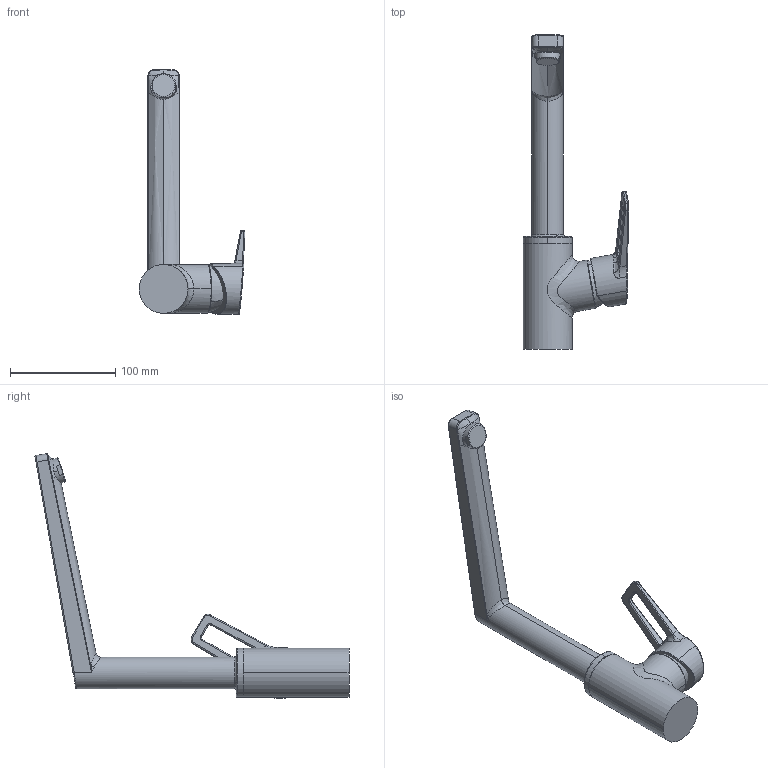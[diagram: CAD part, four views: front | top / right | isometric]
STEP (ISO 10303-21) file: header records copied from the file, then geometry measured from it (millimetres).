
FILE_DESCRIPTION (( 'STEP AP203' ), '1' );
FILE_NAME ('09202205.STEP', '2018-07-31T06:31:33', ( '' ), ( '' ), 'SwSTEP 2.0', 'SolidWorks 2016', '' );
FILE_SCHEMA (( 'CONFIG_CONTROL_DESIGN' ));
Length unit declared in the file: millimetre
Products named in the file (1): 09202205
Bounding box: 100.52 x 298.69 x 232.79 mm (x, y, z)
Volume: 526918.3 mm3; surface area: 78764.8 mm2
Topology: 5 solids, 6 shells, 174 faces, 413 edges, 250 vertices
Faces by surface type: bspline 65, cylinder 55, plane 35, torus 10, cone 9
Entity records: 13876 total; most frequent: CARTESIAN_POINT 10368, ORIENTED_EDGE 822, DIRECTION 518, EDGE_CURVE 411, VERTEX_POINT 250, AXIS2_PLACEMENT_3D 204, B_SPLINE_CURVE_WITH_KNOTS 201, EDGE_LOOP 179
